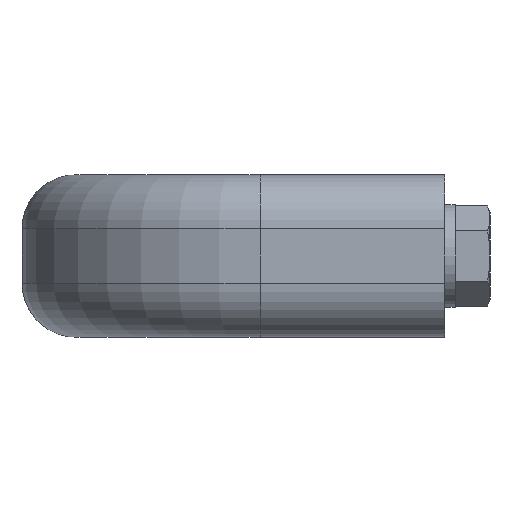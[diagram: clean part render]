
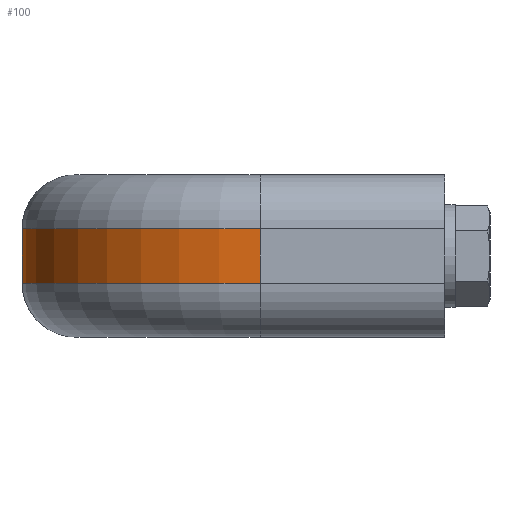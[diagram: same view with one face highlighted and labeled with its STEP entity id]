
A CAD part, left-side view. The second image highlights one B-rep face of the part: STEP entity #100.
In plain terms, the highlighted cylindrical face has radius 22 mm (diameter 44 mm), a partial arc.
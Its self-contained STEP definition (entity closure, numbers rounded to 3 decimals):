
#100 = ADVANCED_FACE( '', ( #257 ), #258, .T. );
#257 = FACE_OUTER_BOUND( '', #492, .T. );
#258 = CYLINDRICAL_SURFACE( '', #493, 22. );
#492 = EDGE_LOOP( '', ( #744, #745, #746, #747 ) );
#493 = AXIS2_PLACEMENT_3D( '', #748, #749, #750 );
#744 = ORIENTED_EDGE( '', *, *, #1250, .T. );
#745 = ORIENTED_EDGE( '', *, *, #1251, .F. );
#746 = ORIENTED_EDGE( '', *, *, #1240, .F. );
#747 = ORIENTED_EDGE( '', *, *, #1252, .T. );
#748 = CARTESIAN_POINT( '', ( 17., 17., -7.5 ) );
#749 = DIRECTION( '', ( 0., 0., 1. ) );
#750 = DIRECTION( '', ( -1., 0., 0. ) );
#1240 = EDGE_CURVE( '', #1442, #1444, #1445, .T. );
#1250 = EDGE_CURVE( '', #1461, #1462, #1463, .T. );
#1251 = EDGE_CURVE( '', #1444, #1462, #1464, .T. );
#1252 = EDGE_CURVE( '', #1442, #1461, #1465, .T. );
#1442 = VERTEX_POINT( '', #1710 );
#1444 = VERTEX_POINT( '', #1712 );
#1445 = CIRCLE( '', #1713, 22. );
#1461 = VERTEX_POINT( '', #1740 );
#1462 = VERTEX_POINT( '', #1741 );
#1463 = CIRCLE( '', #1742, 22. );
#1464 = LINE( '', #1743, #1744 );
#1465 = LINE( '', #1745, #1746 );
#1710 = CARTESIAN_POINT( '', ( -5., 17., -2.5 ) );
#1712 = CARTESIAN_POINT( '', ( 17., 39., -2.5 ) );
#1713 = AXIS2_PLACEMENT_3D( '', #2115, #2116, #2117 );
#1740 = CARTESIAN_POINT( '', ( -5., 17., 2.5 ) );
#1741 = CARTESIAN_POINT( '', ( 17., 39., 2.5 ) );
#1742 = AXIS2_PLACEMENT_3D( '', #2127, #2128, #2129 );
#1743 = CARTESIAN_POINT( '', ( 17., 39., -2.5 ) );
#1744 = VECTOR( '', #2130, 1000. );
#1745 = CARTESIAN_POINT( '', ( -5., 17., -2.5 ) );
#1746 = VECTOR( '', #2131, 1000. );
#2115 = CARTESIAN_POINT( '', ( 17., 17., -2.5 ) );
#2116 = DIRECTION( '', ( 0., 0., -1. ) );
#2117 = DIRECTION( '', ( -1., 0., 0. ) );
#2127 = CARTESIAN_POINT( '', ( 17., 17., 2.5 ) );
#2128 = DIRECTION( '', ( 0., 0., -1. ) );
#2129 = DIRECTION( '', ( -1., 0., 0. ) );
#2130 = DIRECTION( '', ( 0., 0., 1. ) );
#2131 = DIRECTION( '', ( 0., 0., 1. ) );
